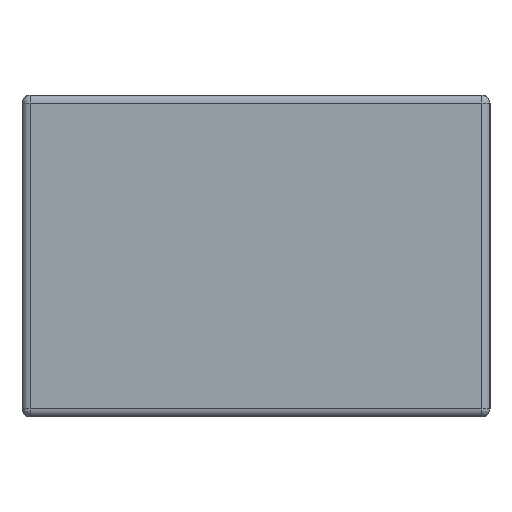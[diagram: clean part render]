
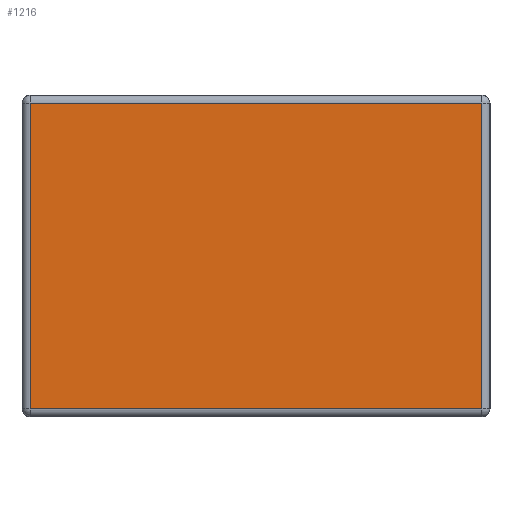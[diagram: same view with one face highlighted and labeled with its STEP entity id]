
A CAD part, left-side view. The second image highlights one B-rep face of the part: STEP entity #1216.
In plain terms, the highlighted planar face has unit normal (-1, 0, 0).
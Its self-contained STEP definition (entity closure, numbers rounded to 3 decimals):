
#1205 = CYLINDRICAL_SURFACE('',#1206,0.014);
#1206 = AXIS2_PLACEMENT_3D('',#1207,#1208,#1209);
#1207 = CARTESIAN_POINT('',(-0.786,0.4,0.014));
#1208 = DIRECTION('',(0.,-1.,0.));
#1209 = DIRECTION('',(1.,0.,0.));
#1216 = ADVANCED_FACE('',(#1217),#1231,.T.);
#1217 = FACE_BOUND('',#1218,.T.);
#1218 = EDGE_LOOP('',(#1219,#1254,#1277,#1305));
#1219 = ORIENTED_EDGE('',*,*,#1220,.T.);
#1220 = EDGE_CURVE('',#1221,#1223,#1225,.T.);
#1221 = VERTEX_POINT('',#1222);
#1222 = CARTESIAN_POINT('',(-0.8,0.386,0.536));
#1223 = VERTEX_POINT('',#1224);
#1224 = CARTESIAN_POINT('',(-0.8,0.386,0.014));
#1225 = SURFACE_CURVE('',#1226,(#1230,#1242),.PCURVE_S1.);
#1226 = LINE('',#1227,#1228);
#1227 = CARTESIAN_POINT('',(-0.8,0.386,0.));
#1228 = VECTOR('',#1229,1.);
#1229 = DIRECTION('',(0.,0.,-1.));
#1230 = PCURVE('',#1231,#1236);
#1231 = PLANE('',#1232);
#1232 = AXIS2_PLACEMENT_3D('',#1233,#1234,#1235);
#1233 = CARTESIAN_POINT('',(-0.8,0.4,0.55));
#1234 = DIRECTION('',(-1.,0.,0.));
#1235 = DIRECTION('',(0.,0.,-1.));
#1236 = DEFINITIONAL_REPRESENTATION('',(#1237),#1241);
#1237 = LINE('',#1238,#1239);
#1238 = CARTESIAN_POINT('',(0.55,0.014));
#1239 = VECTOR('',#1240,1.);
#1240 = DIRECTION('',(1.,0.));
#1241 = ( GEOMETRIC_REPRESENTATION_CONTEXT(2) 
PARAMETRIC_REPRESENTATION_CONTEXT() REPRESENTATION_CONTEXT('2D SPACE',''
  ) );
#1242 = PCURVE('',#1243,#1248);
#1243 = CYLINDRICAL_SURFACE('',#1244,0.014);
#1244 = AXIS2_PLACEMENT_3D('',#1245,#1246,#1247);
#1245 = CARTESIAN_POINT('',(-0.786,0.386,0.55));
#1246 = DIRECTION('',(0.,0.,1.));
#1247 = DIRECTION('',(-1.,0.,0.));
#1248 = DEFINITIONAL_REPRESENTATION('',(#1249),#1253);
#1249 = LINE('',#1250,#1251);
#1250 = CARTESIAN_POINT('',(6.283,-0.55));
#1251 = VECTOR('',#1252,1.);
#1252 = DIRECTION('',(0.,-1.));
#1253 = ( GEOMETRIC_REPRESENTATION_CONTEXT(2) 
PARAMETRIC_REPRESENTATION_CONTEXT() REPRESENTATION_CONTEXT('2D SPACE',''
  ) );
#1254 = ORIENTED_EDGE('',*,*,#1255,.T.);
#1255 = EDGE_CURVE('',#1223,#1256,#1258,.T.);
#1256 = VERTEX_POINT('',#1257);
#1257 = CARTESIAN_POINT('',(-0.8,-0.386,0.014));
#1258 = SURFACE_CURVE('',#1259,(#1263,#1270),.PCURVE_S1.);
#1259 = LINE('',#1260,#1261);
#1260 = CARTESIAN_POINT('',(-0.8,0.4,0.014));
#1261 = VECTOR('',#1262,1.);
#1262 = DIRECTION('',(0.,-1.,0.));
#1263 = PCURVE('',#1231,#1264);
#1264 = DEFINITIONAL_REPRESENTATION('',(#1265),#1269);
#1265 = LINE('',#1266,#1267);
#1266 = CARTESIAN_POINT('',(0.536,0.));
#1267 = VECTOR('',#1268,1.);
#1268 = DIRECTION('',(0.,1.));
#1269 = ( GEOMETRIC_REPRESENTATION_CONTEXT(2) 
PARAMETRIC_REPRESENTATION_CONTEXT() REPRESENTATION_CONTEXT('2D SPACE',''
  ) );
#1270 = PCURVE('',#1205,#1271);
#1271 = DEFINITIONAL_REPRESENTATION('',(#1272),#1276);
#1272 = LINE('',#1273,#1274);
#1273 = CARTESIAN_POINT('',(3.142,0.));
#1274 = VECTOR('',#1275,1.);
#1275 = DIRECTION('',(0.,1.));
#1276 = ( GEOMETRIC_REPRESENTATION_CONTEXT(2) 
PARAMETRIC_REPRESENTATION_CONTEXT() REPRESENTATION_CONTEXT('2D SPACE',''
  ) );
#1277 = ORIENTED_EDGE('',*,*,#1278,.T.);
#1278 = EDGE_CURVE('',#1256,#1279,#1281,.T.);
#1279 = VERTEX_POINT('',#1280);
#1280 = CARTESIAN_POINT('',(-0.8,-0.386,0.536));
#1281 = SURFACE_CURVE('',#1282,(#1286,#1293),.PCURVE_S1.);
#1282 = LINE('',#1283,#1284);
#1283 = CARTESIAN_POINT('',(-0.8,-0.386,0.55));
#1284 = VECTOR('',#1285,1.);
#1285 = DIRECTION('',(0.,0.,1.));
#1286 = PCURVE('',#1231,#1287);
#1287 = DEFINITIONAL_REPRESENTATION('',(#1288),#1292);
#1288 = LINE('',#1289,#1290);
#1289 = CARTESIAN_POINT('',(0.,0.786));
#1290 = VECTOR('',#1291,1.);
#1291 = DIRECTION('',(-1.,-0.));
#1292 = ( GEOMETRIC_REPRESENTATION_CONTEXT(2) 
PARAMETRIC_REPRESENTATION_CONTEXT() REPRESENTATION_CONTEXT('2D SPACE',''
  ) );
#1293 = PCURVE('',#1294,#1299);
#1294 = CYLINDRICAL_SURFACE('',#1295,0.014);
#1295 = AXIS2_PLACEMENT_3D('',#1296,#1297,#1298);
#1296 = CARTESIAN_POINT('',(-0.786,-0.386,0.));
#1297 = DIRECTION('',(0.,0.,-1.));
#1298 = DIRECTION('',(1.,0.,0.));
#1299 = DEFINITIONAL_REPRESENTATION('',(#1300),#1304);
#1300 = LINE('',#1301,#1302);
#1301 = CARTESIAN_POINT('',(3.142,-0.55));
#1302 = VECTOR('',#1303,1.);
#1303 = DIRECTION('',(0.,-1.));
#1304 = ( GEOMETRIC_REPRESENTATION_CONTEXT(2) 
PARAMETRIC_REPRESENTATION_CONTEXT() REPRESENTATION_CONTEXT('2D SPACE',''
  ) );
#1305 = ORIENTED_EDGE('',*,*,#1306,.T.);
#1306 = EDGE_CURVE('',#1279,#1221,#1307,.T.);
#1307 = SURFACE_CURVE('',#1308,(#1312,#1319),.PCURVE_S1.);
#1308 = LINE('',#1309,#1310);
#1309 = CARTESIAN_POINT('',(-0.8,0.4,0.536));
#1310 = VECTOR('',#1311,1.);
#1311 = DIRECTION('',(0.,1.,0.));
#1312 = PCURVE('',#1231,#1313);
#1313 = DEFINITIONAL_REPRESENTATION('',(#1314),#1318);
#1314 = LINE('',#1315,#1316);
#1315 = CARTESIAN_POINT('',(0.014,0.));
#1316 = VECTOR('',#1317,1.);
#1317 = DIRECTION('',(0.,-1.));
#1318 = ( GEOMETRIC_REPRESENTATION_CONTEXT(2) 
PARAMETRIC_REPRESENTATION_CONTEXT() REPRESENTATION_CONTEXT('2D SPACE',''
  ) );
#1319 = PCURVE('',#1320,#1325);
#1320 = CYLINDRICAL_SURFACE('',#1321,0.014);
#1321 = AXIS2_PLACEMENT_3D('',#1322,#1323,#1324);
#1322 = CARTESIAN_POINT('',(-0.786,0.4,0.536));
#1323 = DIRECTION('',(0.,-1.,0.));
#1324 = DIRECTION('',(1.,0.,0.));
#1325 = DEFINITIONAL_REPRESENTATION('',(#1326),#1330);
#1326 = LINE('',#1327,#1328);
#1327 = CARTESIAN_POINT('',(3.142,0.));
#1328 = VECTOR('',#1329,1.);
#1329 = DIRECTION('',(0.,-1.));
#1330 = ( GEOMETRIC_REPRESENTATION_CONTEXT(2) 
PARAMETRIC_REPRESENTATION_CONTEXT() REPRESENTATION_CONTEXT('2D SPACE',''
  ) );
